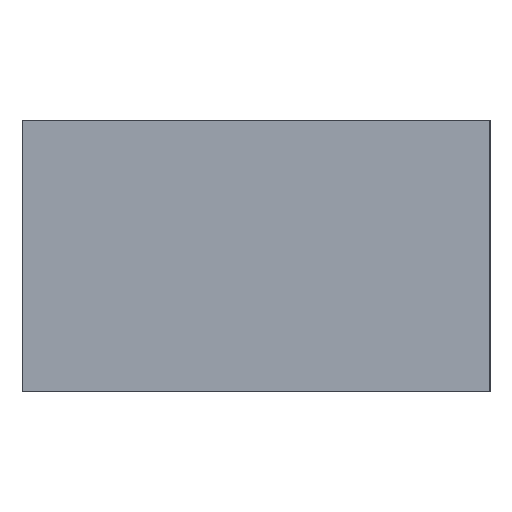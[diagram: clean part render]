
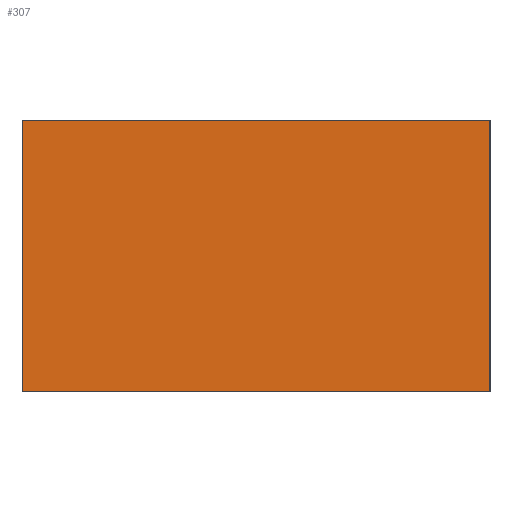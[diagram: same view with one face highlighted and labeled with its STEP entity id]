
A CAD part, left-side view. The second image highlights one B-rep face of the part: STEP entity #307.
In plain terms, the highlighted planar face has unit normal (-1, 0, 0).
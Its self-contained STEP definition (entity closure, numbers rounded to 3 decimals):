
#17 = DIRECTION ( 'NONE',  ( 0., 1., 0. ) ) ;
#46 = CARTESIAN_POINT ( 'NONE',  ( -600., -450., 260. ) ) ;
#59 = EDGE_LOOP ( 'NONE', ( #402, #285, #267, #378 ) ) ;
#73 = LINE ( 'NONE', #46, #334 ) ;
#80 = FACE_OUTER_BOUND ( 'NONE', #59, .T. ) ;
#123 = VERTEX_POINT ( 'NONE', #324 ) ;
#142 = DIRECTION ( 'NONE',  ( 0., 0., -1. ) ) ;
#148 = CARTESIAN_POINT ( 'NONE',  ( -600., 450., -260. ) ) ;
#173 = CARTESIAN_POINT ( 'NONE',  ( -600., 450., 260. ) ) ;
#186 = EDGE_CURVE ( 'NONE', #200, #371, #73, .T. ) ;
#200 = VERTEX_POINT ( 'NONE', #413 ) ;
#204 = VECTOR ( 'NONE', #142, 1000. ) ;
#208 = EDGE_CURVE ( 'NONE', #123, #369, #241, .T. ) ;
#238 = EDGE_CURVE ( 'NONE', #123, #200, #272, .T. ) ;
#241 = LINE ( 'NONE', #173, #204 ) ;
#242 = DIRECTION ( 'NONE',  ( 0., 0., -1. ) ) ;
#250 = VECTOR ( 'NONE', #283, 1000. ) ;
#254 = CARTESIAN_POINT ( 'NONE',  ( -600., 450., -260. ) ) ;
#267 = ORIENTED_EDGE ( 'NONE', *, *, #238, .F. ) ;
#272 = LINE ( 'NONE', #279, #419 ) ;
#279 = CARTESIAN_POINT ( 'NONE',  ( -600., 450., 260. ) ) ;
#283 = DIRECTION ( 'NONE',  ( 0., -1., 0. ) ) ;
#285 = ORIENTED_EDGE ( 'NONE', *, *, #186, .F. ) ;
#307 = ADVANCED_FACE ( 'NONE', ( #80 ), #354, .F. ) ;
#315 = LINE ( 'NONE', #148, #250 ) ;
#324 = CARTESIAN_POINT ( 'NONE',  ( -600., 450., 260. ) ) ;
#334 = VECTOR ( 'NONE', #242, 1000. ) ;
#344 = CARTESIAN_POINT ( 'NONE',  ( -600., -450., -260. ) ) ;
#354 = PLANE ( 'NONE',  #372 ) ;
#369 = VERTEX_POINT ( 'NONE', #254 ) ;
#371 = VERTEX_POINT ( 'NONE', #344 ) ;
#372 = AXIS2_PLACEMENT_3D ( 'NONE', #387, #389, #17 ) ;
#378 = ORIENTED_EDGE ( 'NONE', *, *, #208, .T. ) ;
#387 = CARTESIAN_POINT ( 'NONE',  ( -600., 450., 260. ) ) ;
#389 = DIRECTION ( 'NONE',  ( 1., 0., 0. ) ) ;
#402 = ORIENTED_EDGE ( 'NONE', *, *, #415, .T. ) ;
#405 = DIRECTION ( 'NONE',  ( 0., -1., 0. ) ) ;
#413 = CARTESIAN_POINT ( 'NONE',  ( -600., -450., 260. ) ) ;
#415 = EDGE_CURVE ( 'NONE', #369, #371, #315, .T. ) ;
#419 = VECTOR ( 'NONE', #405, 1000. ) ;
